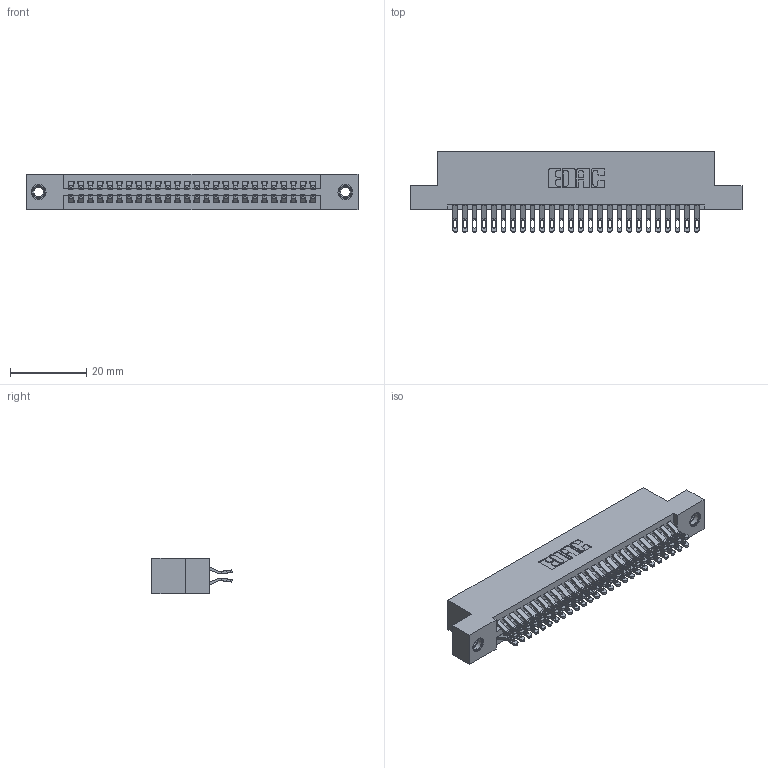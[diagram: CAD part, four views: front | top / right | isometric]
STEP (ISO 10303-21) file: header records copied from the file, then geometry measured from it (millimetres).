
FILE_DESCRIPTION (( 'STEP AP203' ), '1' );
FILE_NAME ('395-052-555-207.STEP', '2018-11-21T00:57:54', ( '' ), ( '' ), 'SwSTEP 2.0', 'SolidWorks 2016', '' );
FILE_SCHEMA (( 'CONFIG_CONTROL_DESIGN' ));
Length unit declared in the file: inch
Products named in the file (4): 395-052-555-207; 345-250-001_345-250-005-103; 345-292-001_555 Tail; 345 Part_Flush Mounting Lugs - 0.156 Dia-TI
Assembly tree (55 placements, depth 2):
  395-052-555-207
    345 Part_Flush Mounting Lugs - 0.156 Dia-TI
    345-292-001_555 Tail  x52
    345-250-001_345-250-005-103  x2
Bounding box: 87.25 x 21.13 x 9.4 mm (x, y, z)
Volume: 8464.2 mm3; surface area: 12754.2 mm2
Topology: 55 solids, 55 shells, 3098 faces, 9681 edges, 6446 vertices
Faces by surface type: plane 1724, cylinder 1358, cone 12, torus 4
Entity records: 24066 total; most frequent: CARTESIAN_POINT 4065, ORIENTED_EDGE 3962, DIRECTION 3599, EDGE_CURVE 1981, VECTOR 1705, LINE 1705, VERTEX_POINT 1316, AXIS2_PLACEMENT_3D 947
